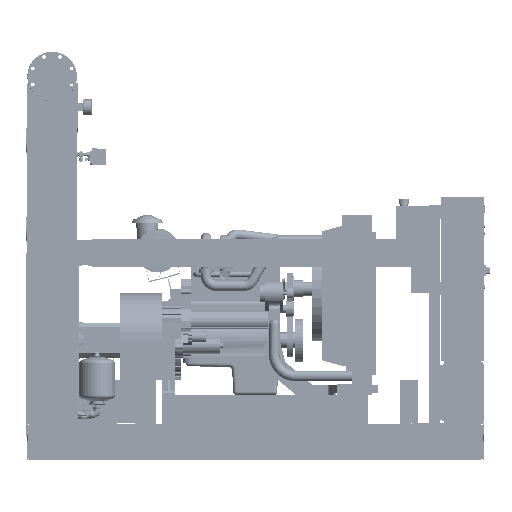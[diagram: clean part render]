
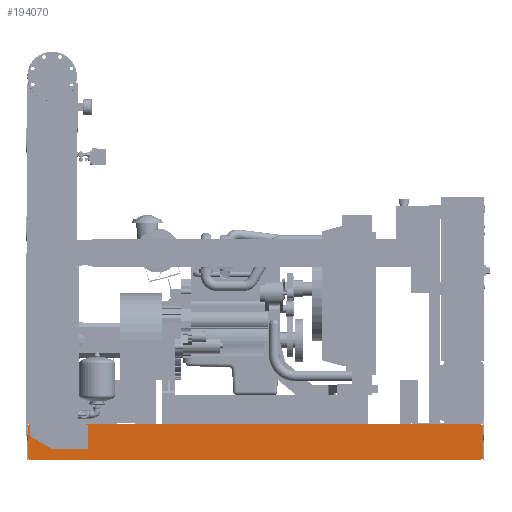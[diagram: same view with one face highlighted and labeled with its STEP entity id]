
A CAD part, front view. The second image highlights one B-rep face of the part: STEP entity #194070.
In plain terms, the highlighted free-form (B-spline) face has degree [1, 1] with [2, 2] control points.
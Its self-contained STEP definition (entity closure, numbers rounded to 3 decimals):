
#189011=CARTESIAN_POINT('',(-131.0,-738.5,202.));
#189012=VERTEX_POINT('',#189011);
#189019=CARTESIAN_POINT('',(-131.0,-738.5,208.));
#189020=VERTEX_POINT('',#189019);
#189021=CARTESIAN_POINT('',(-131.0,-738.5,202.));
#189022=DIRECTION('',(0.0,0.0,1.0));
#189023=VECTOR('',#189022,6.);
#189024=LINE('',#189021,#189023);
#189025=EDGE_CURVE('',#189012,#189020,#189024,.T.);
#192344=CARTESIAN_POINT('',(2463.0,-738.5,208.));
#192345=VERTEX_POINT('',#192344);
#192346=CARTESIAN_POINT('',(-131.0,-738.5,208.));
#192347=DIRECTION('',(1.0,0.0,0.0));
#192348=VECTOR('',#192347,2594.0);
#192349=LINE('',#192346,#192348);
#192350=EDGE_CURVE('',#189020,#192345,#192349,.T.);
#193647=CARTESIAN_POINT('',(2471.0,-738.5,202.));
#193648=VERTEX_POINT('',#193647);
#193655=CARTESIAN_POINT('',(2471.0,-738.5,112.689));
#193656=VERTEX_POINT('',#193655);
#193657=CARTESIAN_POINT('',(2471.0,-738.5,112.689));
#193658=DIRECTION('',(0.0,0.0,1.0));
#193659=VECTOR('',#193658,89.311);
#193660=LINE('',#193657,#193659);
#193661=EDGE_CURVE('',#193656,#193648,#193660,.T.);
#193984=CARTESIAN_POINT('',(-139.0,-738.5,3.));
#193985=CARTESIAN_POINT('',(-139.0,-738.5,208.));
#193986=CARTESIAN_POINT('',(2471.0,-738.5,3.));
#193987=CARTESIAN_POINT('',(2471.0,-738.5,208.));
#193988=B_SPLINE_SURFACE_WITH_KNOTS('',1,1,((#193984,#193986),(#193985,#193987)),.UNSPECIFIED.,.F.,.F.,.U.,(2,2),(2,2),(0.0,205.),(0.0,2610.0),.UNSPECIFIED.);
#193989=CARTESIAN_POINT('',(2471.0,-738.5,6.));
#193990=VERTEX_POINT('',#193989);
#193991=CARTESIAN_POINT('',(2471.0,-738.5,6.));
#193992=DIRECTION('',(0.0,0.0,1.0));
#193993=VECTOR('',#193992,106.689);
#193994=LINE('',#193991,#193993);
#193995=EDGE_CURVE('',#193990,#193656,#193994,.T.);
#193996=ORIENTED_EDGE('',*,*,#193995,.T.);
#193997=ORIENTED_EDGE('',*,*,#193661,.T.);
#193998=CARTESIAN_POINT('',(2463.0,-738.5,202.));
#193999=VERTEX_POINT('',#193998);
#194000=CARTESIAN_POINT('',(2471.0,-738.5,202.));
#194001=DIRECTION('',(-1.0,0.0,0.0));
#194002=VECTOR('',#194001,8.0);
#194003=LINE('',#194000,#194002);
#194004=EDGE_CURVE('',#193648,#193999,#194003,.T.);
#194005=ORIENTED_EDGE('',*,*,#194004,.T.);
#194006=CARTESIAN_POINT('',(2463.0,-738.5,208.));
#194007=DIRECTION('',(0.0,0.0,-1.0));
#194008=VECTOR('',#194007,6.);
#194009=LINE('',#194006,#194008);
#194010=EDGE_CURVE('',#192345,#193999,#194009,.T.);
#194011=ORIENTED_EDGE('',*,*,#194010,.F.);
#194012=ORIENTED_EDGE('',*,*,#192350,.F.);
#194013=ORIENTED_EDGE('',*,*,#189025,.F.);
#194014=CARTESIAN_POINT('',(-139.0,-738.5,202.));
#194015=VERTEX_POINT('',#194014);
#194016=CARTESIAN_POINT('',(-131.0,-738.5,202.));
#194017=DIRECTION('',(-1.0,0.0,0.0));
#194018=VECTOR('',#194017,8.0);
#194019=LINE('',#194016,#194018);
#194020=EDGE_CURVE('',#189012,#194015,#194019,.T.);
#194021=ORIENTED_EDGE('',*,*,#194020,.T.);
#194022=CARTESIAN_POINT('',(-139.0,-738.5,6.));
#194023=VERTEX_POINT('',#194022);
#194024=CARTESIAN_POINT('',(-139.0,-738.5,202.));
#194025=DIRECTION('',(0.0,0.0,-1.0));
#194026=VECTOR('',#194025,196.);
#194027=LINE('',#194024,#194026);
#194028=EDGE_CURVE('',#194015,#194023,#194027,.T.);
#194029=ORIENTED_EDGE('',*,*,#194028,.T.);
#194030=CARTESIAN_POINT('',(-131.0,-738.5,6.));
#194031=VERTEX_POINT('',#194030);
#194032=CARTESIAN_POINT('',(-139.0,-738.5,6.));
#194033=DIRECTION('',(1.0,0.0,0.0));
#194034=VECTOR('',#194033,8.0);
#194035=LINE('',#194032,#194034);
#194036=EDGE_CURVE('',#194023,#194031,#194035,.T.);
#194037=ORIENTED_EDGE('',*,*,#194036,.T.);
#194038=CARTESIAN_POINT('',(-131.0,-738.5,3.));
#194039=VERTEX_POINT('',#194038);
#194040=CARTESIAN_POINT('',(-131.0,-738.5,3.));
#194041=DIRECTION('',(0.0,0.0,1.0));
#194042=VECTOR('',#194041,3.);
#194043=LINE('',#194040,#194042);
#194044=EDGE_CURVE('',#194039,#194031,#194043,.T.);
#194045=ORIENTED_EDGE('',*,*,#194044,.F.);
#194046=CARTESIAN_POINT('',(2463.0,-738.5,3.));
#194047=VERTEX_POINT('',#194046);
#194048=CARTESIAN_POINT('',(2463.0,-738.5,3.));
#194049=DIRECTION('',(-1.0,0.0,0.0));
#194050=VECTOR('',#194049,2594.0);
#194051=LINE('',#194048,#194050);
#194052=EDGE_CURVE('',#194047,#194039,#194051,.T.);
#194053=ORIENTED_EDGE('',*,*,#194052,.F.);
#194054=CARTESIAN_POINT('',(2463.0,-738.5,6.));
#194055=VERTEX_POINT('',#194054);
#194056=CARTESIAN_POINT('',(2463.0,-738.5,6.));
#194057=DIRECTION('',(0.0,0.0,-1.0));
#194058=VECTOR('',#194057,3.);
#194059=LINE('',#194056,#194058);
#194060=EDGE_CURVE('',#194055,#194047,#194059,.T.);
#194061=ORIENTED_EDGE('',*,*,#194060,.F.);
#194062=CARTESIAN_POINT('',(2463.0,-738.5,6.));
#194063=DIRECTION('',(1.0,0.0,0.0));
#194064=VECTOR('',#194063,8.0);
#194065=LINE('',#194062,#194064);
#194066=EDGE_CURVE('',#194055,#193990,#194065,.T.);
#194067=ORIENTED_EDGE('',*,*,#194066,.T.);
#194068=EDGE_LOOP('',(#193996,#193997,#194005,#194011,#194012,#194013,#194021,#194029,#194037,#194045,#194053,#194061,#194067));
#194069=FACE_OUTER_BOUND('',#194068,.T.);
#194070=ADVANCED_FACE('',(#194069),#193988,.F.);
